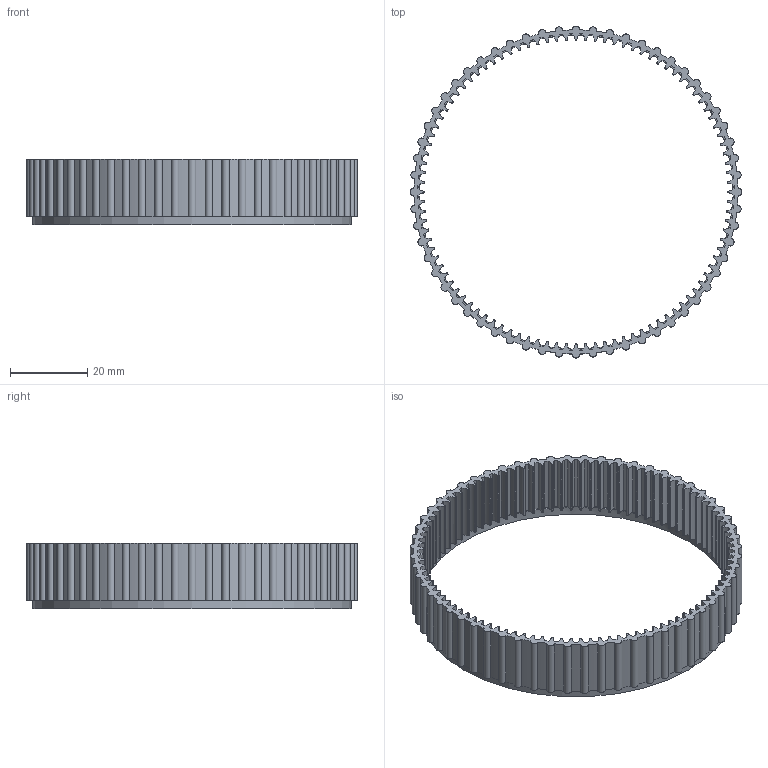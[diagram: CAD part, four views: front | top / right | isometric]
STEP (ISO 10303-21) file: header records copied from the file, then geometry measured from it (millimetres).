
FILE_DESCRIPTION(/* description */ ('STEP AP242','CAx-IF Rec.Pracs.---Representation and Presentation of Product Manufacturing Information (PMI)---4.0---2014-10-13','CAx-IF Rec.Pracs.---3D Tessellated Geometry---0.4---2014-09-14','2;1'),/* implementation_level */ '2;1');
FILE_NAME(/* name */ '66f56a93460800685e63bc82',/* time_stamp */ '2024-09-26T14:07:17Z',/* author */ (''),/* organization */ (''),/* preprocessor_version */ 'ST-DEVELOPER v20',/* originating_system */ ' ',/* authorisation */ ' ');
FILE_SCHEMA (('AP242_MANAGED_MODEL_BASED_3D_ENGINEERING_MIM_LF { 1 0 10303 442 1 1 4 }'));
Length unit declared in the file: metre
Products named in the file (1): Zahnstange
Bounding box: 85.99 x 85.99 x 17.1 mm (x, y, z)
Volume: 7724.6 mm3; surface area: 14249.3 mm2
Topology: 1 solids, 1 shells, 925 faces, 2567 edges, 1645 vertices
Faces by surface type: cylinder 522, plane 203, bspline 200
Full cylindrical faces by diameter (mm): 81.5 x1, 82.5 x1
Entity records: 44510 total; most frequent: CARTESIAN_POINT 21532, ORIENTED_EDGE 5126, DIRECTION 4658, EDGE_CURVE 2563, AXIS2_PLACEMENT_3D 1969, VERTEX_POINT 1643, CIRCLE 1243, EDGE_LOOP 930
